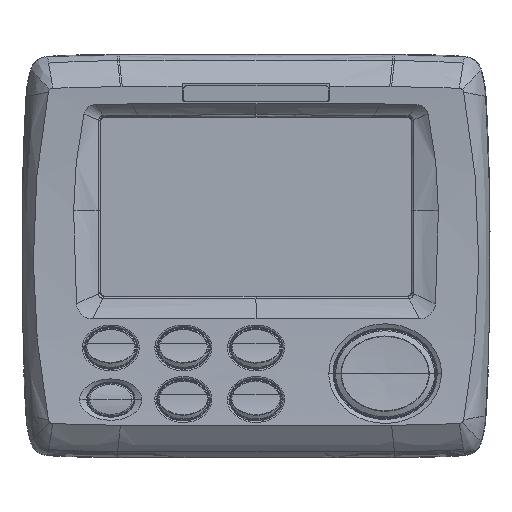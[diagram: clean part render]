
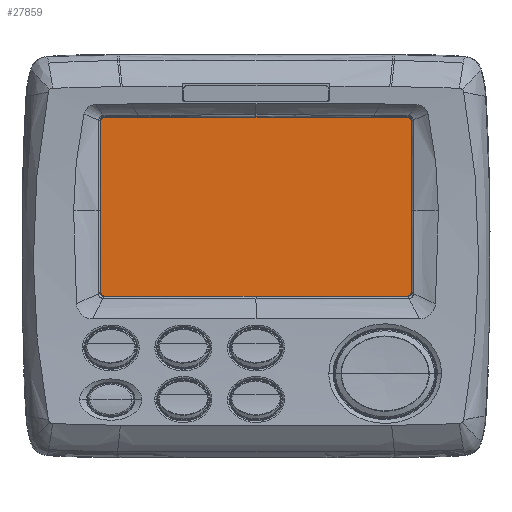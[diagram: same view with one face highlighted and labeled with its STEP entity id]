
A CAD part, top view. The second image highlights one B-rep face of the part: STEP entity #27859.
In plain terms, the highlighted planar face has unit normal (0, 0, 1).
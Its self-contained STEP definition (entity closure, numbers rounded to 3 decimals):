
#1427=LINE('',#65120,#3207);
#1428=LINE('',#65136,#3208);
#1429=LINE('',#65152,#3209);
#1430=LINE('',#65168,#3210);
#3207=VECTOR('',#32669,53.4);
#3208=VECTOR('',#32670,94.2);
#3209=VECTOR('',#32671,53.4);
#3210=VECTOR('',#32672,94.2);
#4763=PLANE('',#29713);
#5513=FACE_OUTER_BOUND('',#7121,.T.);
#7121=EDGE_LOOP('',(#18938,#18939,#18940,#18941,#18942,#18943,#18944,#18945,
#18946,#18947,#18948,#18949));
#9802=B_SPLINE_CURVE_WITH_KNOTS('',3,(#65122,#65123,#65124,#65125,#65126,
#65127),.UNSPECIFIED.,.F.,.F.,(4,2,4),(-0.075,-0.038,
0.),.UNSPECIFIED.);
#9803=B_SPLINE_CURVE_WITH_KNOTS('',3,(#65129,#65130,#65131,#65132,#65133,
#65134),.UNSPECIFIED.,.F.,.F.,(4,2,4),(-0.075,-0.038,
0.),.UNSPECIFIED.);
#9804=B_SPLINE_CURVE_WITH_KNOTS('',3,(#65138,#65139,#65140,#65141,#65142,
#65143),.UNSPECIFIED.,.F.,.F.,(4,2,4),(-0.075,-0.038,
0.),.UNSPECIFIED.);
#9805=B_SPLINE_CURVE_WITH_KNOTS('',3,(#65145,#65146,#65147,#65148,#65149,
#65150),.UNSPECIFIED.,.F.,.F.,(4,2,4),(-0.075,-0.038,
0.),.UNSPECIFIED.);
#9806=B_SPLINE_CURVE_WITH_KNOTS('',3,(#65154,#65155,#65156,#65157,#65158,
#65159),.UNSPECIFIED.,.F.,.F.,(4,2,4),(-0.075,-0.038,
0.),.UNSPECIFIED.);
#9807=B_SPLINE_CURVE_WITH_KNOTS('',3,(#65161,#65162,#65163,#65164,#65165,
#65166),.UNSPECIFIED.,.F.,.F.,(4,2,4),(-0.075,-0.038,
0.),.UNSPECIFIED.);
#9808=B_SPLINE_CURVE_WITH_KNOTS('',3,(#65170,#65171,#65172,#65173,#65174,
#65175),.UNSPECIFIED.,.F.,.F.,(4,2,4),(-0.075,-0.038,
0.),.UNSPECIFIED.);
#9809=B_SPLINE_CURVE_WITH_KNOTS('',3,(#65176,#65177,#65178,#65179,#65180,
#65181),.UNSPECIFIED.,.F.,.F.,(4,2,4),(-0.075,-0.038,
0.),.UNSPECIFIED.);
#11163=VERTEX_POINT('',#65118);
#11164=VERTEX_POINT('',#65119);
#11165=VERTEX_POINT('',#65121);
#11166=VERTEX_POINT('',#65128);
#11167=VERTEX_POINT('',#65135);
#11168=VERTEX_POINT('',#65137);
#11169=VERTEX_POINT('',#65144);
#11170=VERTEX_POINT('',#65151);
#11171=VERTEX_POINT('',#65153);
#11172=VERTEX_POINT('',#65160);
#11173=VERTEX_POINT('',#65167);
#11174=VERTEX_POINT('',#65169);
#14094=EDGE_CURVE('',#11163,#11164,#1427,.T.);
#14095=EDGE_CURVE('',#11165,#11163,#9802,.T.);
#14096=EDGE_CURVE('',#11166,#11165,#9803,.T.);
#14097=EDGE_CURVE('',#11167,#11166,#1428,.T.);
#14098=EDGE_CURVE('',#11168,#11167,#9804,.T.);
#14099=EDGE_CURVE('',#11169,#11168,#9805,.T.);
#14100=EDGE_CURVE('',#11170,#11169,#1429,.T.);
#14101=EDGE_CURVE('',#11171,#11170,#9806,.T.);
#14102=EDGE_CURVE('',#11172,#11171,#9807,.T.);
#14103=EDGE_CURVE('',#11173,#11172,#1430,.T.);
#14104=EDGE_CURVE('',#11174,#11173,#9808,.T.);
#14105=EDGE_CURVE('',#11164,#11174,#9809,.T.);
#18938=ORIENTED_EDGE('',*,*,#14094,.F.);
#18939=ORIENTED_EDGE('',*,*,#14095,.F.);
#18940=ORIENTED_EDGE('',*,*,#14096,.F.);
#18941=ORIENTED_EDGE('',*,*,#14097,.F.);
#18942=ORIENTED_EDGE('',*,*,#14098,.F.);
#18943=ORIENTED_EDGE('',*,*,#14099,.F.);
#18944=ORIENTED_EDGE('',*,*,#14100,.F.);
#18945=ORIENTED_EDGE('',*,*,#14101,.F.);
#18946=ORIENTED_EDGE('',*,*,#14102,.F.);
#18947=ORIENTED_EDGE('',*,*,#14103,.F.);
#18948=ORIENTED_EDGE('',*,*,#14104,.F.);
#18949=ORIENTED_EDGE('',*,*,#14105,.F.);
#27859=ADVANCED_FACE('',(#5513),#4763,.T.);
#29713=AXIS2_PLACEMENT_3D('',#65117,#32667,#32668);
#32667=DIRECTION('center_axis',(0.,0.,1.));
#32668=DIRECTION('ref_axis',(1.,0.,0.));
#32669=DIRECTION('',(0.,-1.,0.));
#32670=DIRECTION('',(1.,0.,0.));
#32671=DIRECTION('',(0.,1.,0.));
#32672=DIRECTION('',(-1.,0.,0.));
#65117=CARTESIAN_POINT('Origin',(0.,42.942,3.75));
#65118=CARTESIAN_POINT('',(48.056,41.95,3.75));
#65119=CARTESIAN_POINT('',(48.056,-11.45,3.75));
#65120=CARTESIAN_POINT('',(48.056,41.95,3.75));
#65121=CARTESIAN_POINT('',(47.776,42.626,3.75));
#65122=CARTESIAN_POINT('Ctrl Pts',(47.776,42.626,3.75));
#65123=CARTESIAN_POINT('Ctrl Pts',(47.865,42.537,3.75));
#65124=CARTESIAN_POINT('Ctrl Pts',(47.935,42.432,3.75));
#65125=CARTESIAN_POINT('Ctrl Pts',(48.031,42.2,3.75));
#65126=CARTESIAN_POINT('Ctrl Pts',(48.056,42.075,3.75));
#65127=CARTESIAN_POINT('Ctrl Pts',(48.056,41.95,3.75));
#65128=CARTESIAN_POINT('',(47.1,42.906,3.75));
#65129=CARTESIAN_POINT('Ctrl Pts',(47.1,42.906,3.75));
#65130=CARTESIAN_POINT('Ctrl Pts',(47.225,42.906,3.75));
#65131=CARTESIAN_POINT('Ctrl Pts',(47.35,42.881,3.75));
#65132=CARTESIAN_POINT('Ctrl Pts',(47.582,42.785,3.75));
#65133=CARTESIAN_POINT('Ctrl Pts',(47.687,42.715,3.75));
#65134=CARTESIAN_POINT('Ctrl Pts',(47.776,42.626,3.75));
#65135=CARTESIAN_POINT('',(-47.1,42.906,3.75));
#65136=CARTESIAN_POINT('',(-47.1,42.906,3.75));
#65137=CARTESIAN_POINT('',(-47.776,42.626,3.75));
#65138=CARTESIAN_POINT('Ctrl Pts',(-47.776,42.626,3.75));
#65139=CARTESIAN_POINT('Ctrl Pts',(-47.687,42.715,3.75));
#65140=CARTESIAN_POINT('Ctrl Pts',(-47.582,42.785,3.75));
#65141=CARTESIAN_POINT('Ctrl Pts',(-47.35,42.881,3.75));
#65142=CARTESIAN_POINT('Ctrl Pts',(-47.225,42.906,3.75));
#65143=CARTESIAN_POINT('Ctrl Pts',(-47.1,42.906,3.75));
#65144=CARTESIAN_POINT('',(-48.056,41.95,3.75));
#65145=CARTESIAN_POINT('Ctrl Pts',(-48.056,41.95,3.75));
#65146=CARTESIAN_POINT('Ctrl Pts',(-48.056,42.075,3.75));
#65147=CARTESIAN_POINT('Ctrl Pts',(-48.031,42.2,3.75));
#65148=CARTESIAN_POINT('Ctrl Pts',(-47.935,42.432,3.75));
#65149=CARTESIAN_POINT('Ctrl Pts',(-47.865,42.537,3.75));
#65150=CARTESIAN_POINT('Ctrl Pts',(-47.776,42.626,3.75));
#65151=CARTESIAN_POINT('',(-48.056,-11.45,3.75));
#65152=CARTESIAN_POINT('',(-48.056,-11.45,3.75));
#65153=CARTESIAN_POINT('',(-47.776,-12.126,3.75));
#65154=CARTESIAN_POINT('Ctrl Pts',(-47.776,-12.126,
3.75));
#65155=CARTESIAN_POINT('Ctrl Pts',(-47.865,-12.037,
3.75));
#65156=CARTESIAN_POINT('Ctrl Pts',(-47.935,-11.932,
3.75));
#65157=CARTESIAN_POINT('Ctrl Pts',(-48.031,-11.7,3.75));
#65158=CARTESIAN_POINT('Ctrl Pts',(-48.056,-11.575,
3.75));
#65159=CARTESIAN_POINT('Ctrl Pts',(-48.056,-11.45,
3.75));
#65160=CARTESIAN_POINT('',(-47.1,-12.406,3.75));
#65161=CARTESIAN_POINT('Ctrl Pts',(-47.1,-12.406,
3.75));
#65162=CARTESIAN_POINT('Ctrl Pts',(-47.225,-12.406,3.75));
#65163=CARTESIAN_POINT('Ctrl Pts',(-47.35,-12.381,
3.75));
#65164=CARTESIAN_POINT('Ctrl Pts',(-47.582,-12.285,
3.75));
#65165=CARTESIAN_POINT('Ctrl Pts',(-47.687,-12.215,3.75));
#65166=CARTESIAN_POINT('Ctrl Pts',(-47.776,-12.126,3.75));
#65167=CARTESIAN_POINT('',(47.1,-12.406,3.75));
#65168=CARTESIAN_POINT('',(47.1,-12.406,3.75));
#65169=CARTESIAN_POINT('',(47.776,-12.126,3.75));
#65170=CARTESIAN_POINT('Ctrl Pts',(47.776,-12.126,3.75));
#65171=CARTESIAN_POINT('Ctrl Pts',(47.687,-12.215,3.75));
#65172=CARTESIAN_POINT('Ctrl Pts',(47.582,-12.285,3.75));
#65173=CARTESIAN_POINT('Ctrl Pts',(47.35,-12.381,3.75));
#65174=CARTESIAN_POINT('Ctrl Pts',(47.225,-12.406,3.75));
#65175=CARTESIAN_POINT('Ctrl Pts',(47.1,-12.406,3.75));
#65176=CARTESIAN_POINT('Ctrl Pts',(48.056,-11.45,3.75));
#65177=CARTESIAN_POINT('Ctrl Pts',(48.056,-11.575,3.75));
#65178=CARTESIAN_POINT('Ctrl Pts',(48.031,-11.7,3.75));
#65179=CARTESIAN_POINT('Ctrl Pts',(47.935,-11.932,3.75));
#65180=CARTESIAN_POINT('Ctrl Pts',(47.865,-12.037,3.75));
#65181=CARTESIAN_POINT('Ctrl Pts',(47.776,-12.126,3.75));
